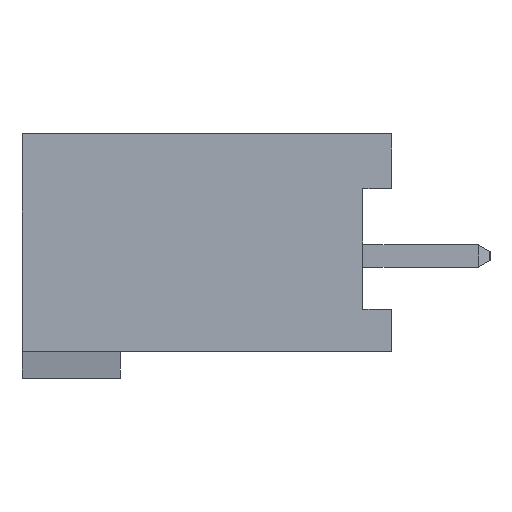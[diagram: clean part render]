
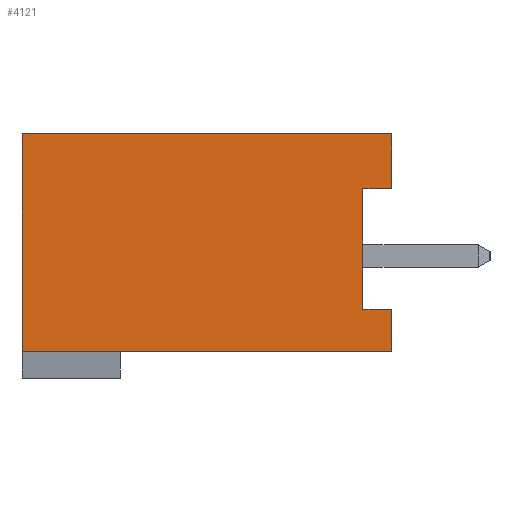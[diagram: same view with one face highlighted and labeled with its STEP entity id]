
A CAD part, left-side view. The second image highlights one B-rep face of the part: STEP entity #4121.
In plain terms, the highlighted planar face has unit normal (-1, 0, 0).
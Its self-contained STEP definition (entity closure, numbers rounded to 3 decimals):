
#909=DIRECTION('',(0.,-1.,0.));
#910=VECTOR('',#909,10.9);
#911=CARTESIAN_POINT('',(-14.375,5.45,-2.815));
#912=LINE('',#911,#910);
#913=DIRECTION('',(0.,0.,1.));
#914=VECTOR('',#913,6.42);
#915=CARTESIAN_POINT('',(-14.375,5.45,-2.815));
#916=LINE('',#915,#914);
#917=DIRECTION('',(0.,1.,0.));
#918=VECTOR('',#917,0.85);
#919=CARTESIAN_POINT('',(-14.375,-5.45,1.985));
#920=LINE('',#919,#918);
#921=DIRECTION('',(0.,0.,1.));
#922=VECTOR('',#921,3.56);
#923=CARTESIAN_POINT('',(-14.375,-4.6,-1.575));
#924=LINE('',#923,#922);
#925=DIRECTION('',(0.,1.,0.));
#926=VECTOR('',#925,0.85);
#927=CARTESIAN_POINT('',(-14.375,-5.45,-1.575));
#928=LINE('',#927,#926);
#933=DIRECTION('',(0.,-1.,0.));
#934=VECTOR('',#933,10.9);
#935=CARTESIAN_POINT('',(-14.375,5.45,3.605));
#936=LINE('',#935,#934);
#957=DIRECTION('',(0.,0.,1.));
#958=VECTOR('',#957,1.62);
#959=CARTESIAN_POINT('',(-14.375,-5.45,1.985));
#960=LINE('',#959,#958);
#977=DIRECTION('',(0.,0.,1.));
#978=VECTOR('',#977,1.24);
#979=CARTESIAN_POINT('',(-14.375,-5.45,-2.815));
#980=LINE('',#979,#978);
#2281=CARTESIAN_POINT('',(-14.375,5.45,3.605));
#2282=CARTESIAN_POINT('',(-14.375,-5.45,3.605));
#2283=VERTEX_POINT('',#2281);
#2284=VERTEX_POINT('',#2282);
#2301=CARTESIAN_POINT('',(-14.375,-5.45,-1.575));
#2302=CARTESIAN_POINT('',(-14.375,-4.6,-1.575));
#2303=VERTEX_POINT('',#2301);
#2304=VERTEX_POINT('',#2302);
#2305=CARTESIAN_POINT('',(-14.375,-4.6,1.985));
#2306=VERTEX_POINT('',#2305);
#2307=CARTESIAN_POINT('',(-14.375,-5.45,1.985));
#2308=VERTEX_POINT('',#2307);
#2391=CARTESIAN_POINT('',(-14.375,5.45,-2.815));
#2392=CARTESIAN_POINT('',(-14.375,-5.45,-2.815));
#2393=VERTEX_POINT('',#2391);
#2394=VERTEX_POINT('',#2392);
#4102=CARTESIAN_POINT('',(-14.375,5.45,-3.605));
#4103=DIRECTION('',(-1.,0.,0.));
#4104=DIRECTION('',(0.,-1.,0.));
#4105=AXIS2_PLACEMENT_3D('',#4102,#4103,#4104);
#4106=PLANE('',#4105);
#4107=ORIENTED_EDGE('',*,*,#3195,.F.);
#4108=ORIENTED_EDGE('',*,*,#3075,.T.);
#4110=ORIENTED_EDGE('',*,*,#4109,.T.);
#4112=ORIENTED_EDGE('',*,*,#4111,.F.);
#4113=ORIENTED_EDGE('',*,*,#4081,.T.);
#4114=ORIENTED_EDGE('',*,*,#3722,.F.);
#4116=ORIENTED_EDGE('',*,*,#4115,.F.);
#4118=ORIENTED_EDGE('',*,*,#4117,.F.);
#4119=EDGE_LOOP('',(#4107,#4108,#4110,#4112,#4113,#4114,#4116,#4118));
#4120=FACE_OUTER_BOUND('',#4119,.F.);
#4121=ADVANCED_FACE('',(#4120),#4106,.T.);
#3075=EDGE_CURVE('',#2393,#2283,#916,.T.);
#3195=EDGE_CURVE('',#2393,#2394,#912,.T.);
#3722=EDGE_CURVE('',#2304,#2306,#924,.T.);
#4081=EDGE_CURVE('',#2308,#2306,#920,.T.);
#4109=EDGE_CURVE('',#2283,#2284,#936,.T.);
#4111=EDGE_CURVE('',#2308,#2284,#960,.T.);
#4115=EDGE_CURVE('',#2303,#2304,#928,.T.);
#4117=EDGE_CURVE('',#2394,#2303,#980,.T.);
